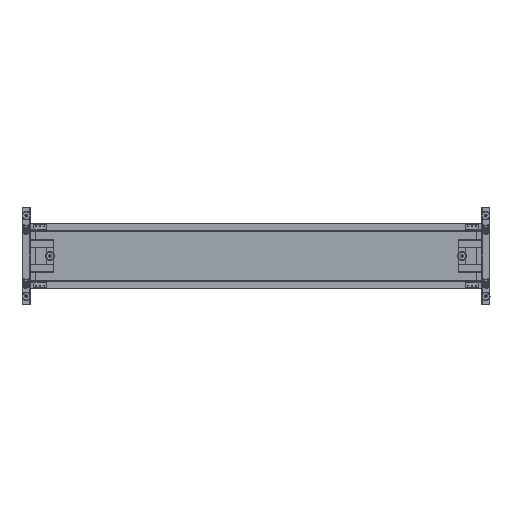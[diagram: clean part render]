
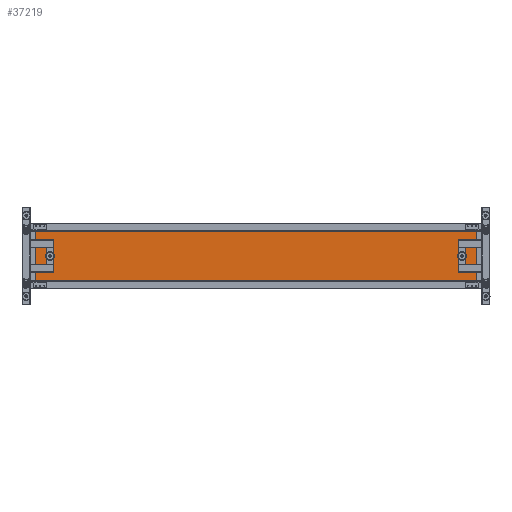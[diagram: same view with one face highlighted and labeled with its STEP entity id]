
A CAD part, front view. The second image highlights one B-rep face of the part: STEP entity #37219.
In plain terms, the highlighted planar face has unit normal (0, -1, 0).
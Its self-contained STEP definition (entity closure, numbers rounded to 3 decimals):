
#11330 = VERTEX_POINT ( 'NONE', #113541 ) ;
#12443 = LINE ( 'NONE', #114677, #15038 ) ;
#15038 = VECTOR ( 'NONE', #68570, 1000. ) ;
#19511 = VERTEX_POINT ( 'NONE', #22243 ) ;
#20061 = VERTEX_POINT ( 'NONE', #98567 ) ;
#22243 = CARTESIAN_POINT ( 'NONE',  ( 2880.318, 555.441, 228.49 ) ) ;
#25658 = DIRECTION ( 'NONE',  ( -1., 0., 0. ) ) ;
#32558 = LINE ( 'NONE', #96557, #74177 ) ;
#35641 = EDGE_CURVE ( 'NONE', #20061, #11330, #12443, .T. ) ;
#37219 = ADVANCED_FACE ( 'NONE', ( #107417 ), #79525, .F. ) ;
#38006 = VERTEX_POINT ( 'NONE', #98078 ) ;
#40826 = VECTOR ( 'NONE', #25658, 1000. ) ;
#41092 = AXIS2_PLACEMENT_3D ( 'NONE', #110428, #71592, #109218 ) ;
#44258 = ORIENTED_EDGE ( 'NONE', *, *, #71873, .F. ) ;
#47236 = EDGE_LOOP ( 'NONE', ( #44258, #71979, #73295, #65052 ) ) ;
#48625 = EDGE_CURVE ( 'NONE', #38006, #19511, #32558, .T. ) ;
#50858 = DIRECTION ( 'NONE',  ( 0., 0., 1. ) ) ;
#51833 = LINE ( 'NONE', #53641, #73181 ) ;
#53641 = CARTESIAN_POINT ( 'NONE',  ( -216.662, 555.441, 228.49 ) ) ;
#65052 = ORIENTED_EDGE ( 'NONE', *, *, #48625, .T. ) ;
#68570 = DIRECTION ( 'NONE',  ( 0., 0., 1. ) ) ;
#70692 = DIRECTION ( 'NONE',  ( 1., 0., 0. ) ) ;
#71592 = DIRECTION ( 'NONE',  ( 0., 1., 0. ) ) ;
#71873 = EDGE_CURVE ( 'NONE', #11330, #19511, #51833, .T. ) ;
#71979 = ORIENTED_EDGE ( 'NONE', *, *, #35641, .F. ) ;
#73181 = VECTOR ( 'NONE', #70692, 1000. ) ;
#73295 = ORIENTED_EDGE ( 'NONE', *, *, #101824, .F. ) ;
#74177 = VECTOR ( 'NONE', #50858, 1000. ) ;
#79525 = PLANE ( 'NONE',  #41092 ) ;
#96557 = CARTESIAN_POINT ( 'NONE',  ( 2880.318, 555.441, -228.49 ) ) ;
#98078 = CARTESIAN_POINT ( 'NONE',  ( 2880.318, 555.441, -228.49 ) ) ;
#98567 = CARTESIAN_POINT ( 'NONE',  ( -1216.662, 555.441, -228.49 ) ) ;
#98817 = LINE ( 'NONE', #99412, #40826 ) ;
#99412 = CARTESIAN_POINT ( 'NONE',  ( 2180.318, 555.441, -228.49 ) ) ;
#101824 = EDGE_CURVE ( 'NONE', #38006, #20061, #98817, .T. ) ;
#107417 = FACE_OUTER_BOUND ( 'NONE', #47236, .T. ) ;
#109218 = DIRECTION ( 'NONE',  ( 0., 0., 1. ) ) ;
#110428 = CARTESIAN_POINT ( 'NONE',  ( 981.828, 555.441, 0. ) ) ;
#113541 = CARTESIAN_POINT ( 'NONE',  ( -1216.662, 555.441, 228.49 ) ) ;
#114677 = CARTESIAN_POINT ( 'NONE',  ( -1216.662, 555.441, -228.49 ) ) ;
